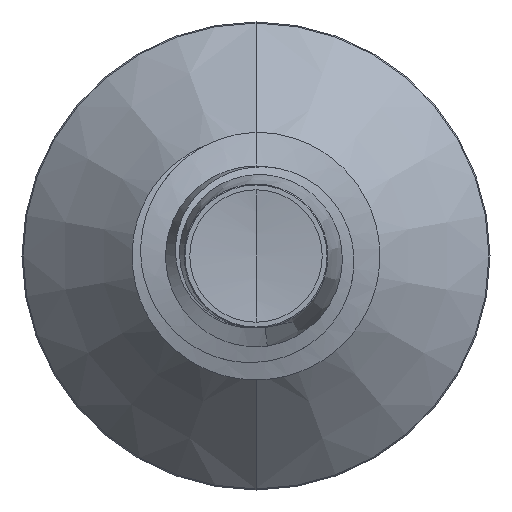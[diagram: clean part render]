
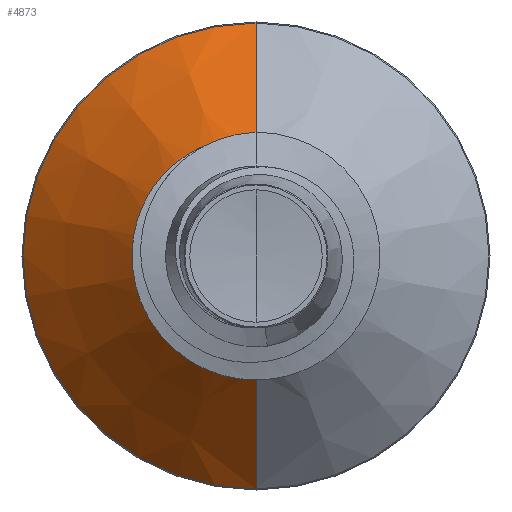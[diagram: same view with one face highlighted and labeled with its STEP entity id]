
A CAD part, front view. The second image highlights one B-rep face of the part: STEP entity #4873.
In plain terms, the highlighted conical face has half-angle 45 degrees and reference radius 0.841 mm.
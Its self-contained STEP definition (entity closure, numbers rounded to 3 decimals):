
#103 = EDGE_CURVE ( 'NONE', #4736, #3317, #286, .T. ) ;
#286 = CIRCLE ( 'NONE', #5498, 0.841 ) ;
#418 = CARTESIAN_POINT ( 'NONE',  ( 0., 1.041, 0.841 ) ) ;
#455 = DIRECTION ( 'NONE',  ( 0., 0., 1. ) ) ;
#606 = AXIS2_PLACEMENT_3D ( 'NONE', #4500, #4475, #4931 ) ;
#987 = DIRECTION ( 'NONE',  ( 0., 1., 0. ) ) ;
#1089 = DIRECTION ( 'NONE',  ( 0., 0., 1. ) ) ;
#1091 = CARTESIAN_POINT ( 'NONE',  ( 0., 1.892, 0. ) ) ;
#1169 = EDGE_LOOP ( 'NONE', ( #3323, #4818, #1698, #4728 ) ) ;
#1219 = EDGE_CURVE ( 'NONE', #4736, #2464, #3613, .T. ) ;
#1505 = VECTOR ( 'NONE', #2369, 1000. ) ;
#1698 = ORIENTED_EDGE ( 'NONE', *, *, #4700, .T. ) ;
#2329 = CONICAL_SURFACE ( 'NONE', #606, 0.841, 0.785 ) ;
#2369 = DIRECTION ( 'NONE',  ( 0., 0.707, -0.707 ) ) ;
#2464 = VERTEX_POINT ( 'NONE', #5237 ) ;
#2509 = DIRECTION ( 'NONE',  ( 0., 1., 0. ) ) ;
#2656 = CARTESIAN_POINT ( 'NONE',  ( 0., 1.041, -0.841 ) ) ;
#2756 = AXIS2_PLACEMENT_3D ( 'NONE', #1091, #987, #1089 ) ;
#3317 = VERTEX_POINT ( 'NONE', #418 ) ;
#3323 = ORIENTED_EDGE ( 'NONE', *, *, #1219, .F. ) ;
#3564 = EDGE_CURVE ( 'NONE', #2464, #5174, #6031, .T. ) ;
#3613 = LINE ( 'NONE', #2656, #1505 ) ;
#3725 = CARTESIAN_POINT ( 'NONE',  ( 0., 1.892, 1.692 ) ) ;
#3817 = CARTESIAN_POINT ( 'NONE',  ( 0., 1.041, 0. ) ) ;
#4475 = DIRECTION ( 'NONE',  ( 0., 1., 0. ) ) ;
#4500 = CARTESIAN_POINT ( 'NONE',  ( 0., 1.041, 0. ) ) ;
#4700 = EDGE_CURVE ( 'NONE', #3317, #5174, #5068, .T. ) ;
#4728 = ORIENTED_EDGE ( 'NONE', *, *, #3564, .F. ) ;
#4736 = VERTEX_POINT ( 'NONE', #4927 ) ;
#4818 = ORIENTED_EDGE ( 'NONE', *, *, #103, .T. ) ;
#4873 = ADVANCED_FACE ( 'NONE', ( #5246 ), #2329, .T. ) ;
#4927 = CARTESIAN_POINT ( 'NONE',  ( 0., 1.041, -0.841 ) ) ;
#4931 = DIRECTION ( 'NONE',  ( 0., 0., 1. ) ) ;
#4949 = DIRECTION ( 'NONE',  ( 0., 0.707, 0.707 ) ) ;
#4958 = CARTESIAN_POINT ( 'NONE',  ( 0., 1.041, 0.841 ) ) ;
#5068 = LINE ( 'NONE', #4958, #5099 ) ;
#5099 = VECTOR ( 'NONE', #4949, 1000. ) ;
#5174 = VERTEX_POINT ( 'NONE', #3725 ) ;
#5237 = CARTESIAN_POINT ( 'NONE',  ( 0., 1.892, -1.692 ) ) ;
#5246 = FACE_OUTER_BOUND ( 'NONE', #1169, .T. ) ;
#5498 = AXIS2_PLACEMENT_3D ( 'NONE', #3817, #2509, #455 ) ;
#6031 = CIRCLE ( 'NONE', #2756, 1.692 ) ;
